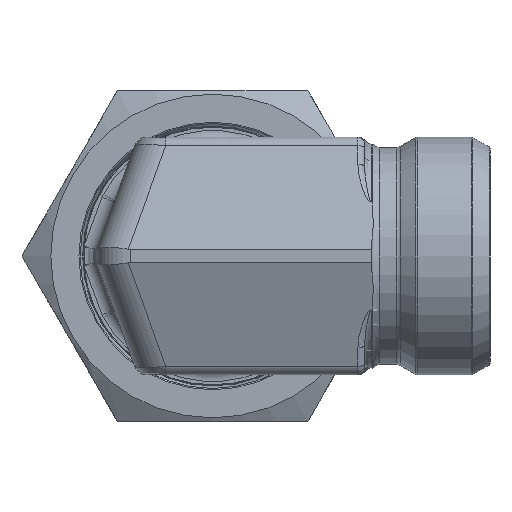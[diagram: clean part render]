
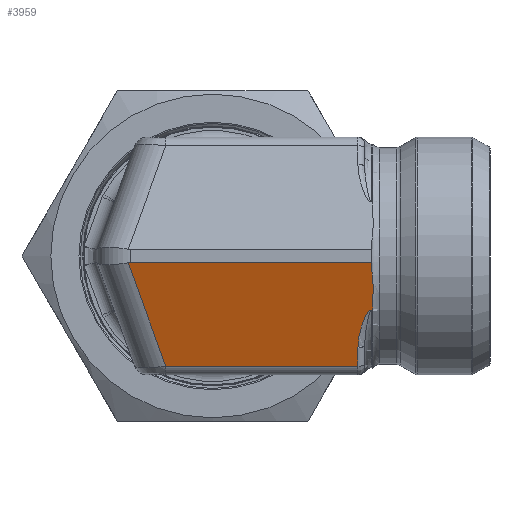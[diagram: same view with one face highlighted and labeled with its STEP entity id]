
A CAD part, left-side view. The second image highlights one B-rep face of the part: STEP entity #3959.
In plain terms, the highlighted planar face has unit normal (-0.94, 0, -0.342).
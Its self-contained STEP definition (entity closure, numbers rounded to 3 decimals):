
#342=B_SPLINE_CURVE_WITH_KNOTS('',3,(#7399,#7400,#7401,#7402,#7403,#7404),
 .UNSPECIFIED.,.F.,.F.,(4,2,4),(0.,0.5,1.),.UNSPECIFIED.);
#343=B_SPLINE_CURVE_WITH_KNOTS('',3,(#7414,#7415,#7416,#7417,#7418,#7419,
#7420,#7421,#7422,#7423),.UNSPECIFIED.,.F.,.F.,(4,2,2,2,4),(0.,0.5,0.75,
0.875,1.),.UNSPECIFIED.);
#542=PLANE('',#4980);
#660=FACE_OUTER_BOUND('',#1366,.T.);
#963=LINE('',#7397,#1165);
#964=LINE('',#7408,#1166);
#965=LINE('',#7410,#1167);
#966=LINE('',#7412,#1168);
#967=LINE('',#7425,#1169);
#1165=VECTOR('',#5649,1.);
#1166=VECTOR('',#5654,1.);
#1167=VECTOR('',#5655,1.);
#1168=VECTOR('',#5656,1.);
#1169=VECTOR('',#5657,1.);
#1366=EDGE_LOOP('',(#1947,#1948,#1949,#1950,#1951,#1952,#1953,#1954));
#1947=ORIENTED_EDGE('',*,*,#3286,.F.);
#1948=ORIENTED_EDGE('',*,*,#3285,.F.);
#1949=ORIENTED_EDGE('',*,*,#3287,.T.);
#1950=ORIENTED_EDGE('',*,*,#3288,.T.);
#1951=ORIENTED_EDGE('',*,*,#3289,.T.);
#1952=ORIENTED_EDGE('',*,*,#3290,.T.);
#1953=ORIENTED_EDGE('',*,*,#3291,.T.);
#1954=ORIENTED_EDGE('',*,*,#3292,.T.);
#3285=EDGE_CURVE('',#4654,#4653,#963,.T.);
#3286=EDGE_CURVE('',#4653,#4655,#342,.T.);
#3287=EDGE_CURVE('',#4654,#4656,#4273,.T.);
#3288=EDGE_CURVE('',#4656,#4657,#964,.T.);
#3289=EDGE_CURVE('',#4657,#4658,#965,.T.);
#3290=EDGE_CURVE('',#4658,#4659,#966,.T.);
#3291=EDGE_CURVE('',#4659,#4660,#343,.T.);
#3292=EDGE_CURVE('',#4660,#4655,#967,.T.);
#3959=ADVANCED_FACE('',(#660),#542,.T.);
#4273=ELLIPSE('',#4979,14.619,5.);
#4653=VERTEX_POINT('',#7394);
#4654=VERTEX_POINT('',#7396);
#4655=VERTEX_POINT('',#7405);
#4656=VERTEX_POINT('',#7407);
#4657=VERTEX_POINT('',#7409);
#4658=VERTEX_POINT('',#7411);
#4659=VERTEX_POINT('',#7413);
#4660=VERTEX_POINT('',#7424);
#4979=AXIS2_PLACEMENT_3D('',#7406,#5652,#5653);
#4980=AXIS2_PLACEMENT_3D('',#7426,#5658,#5659);
#5649=DIRECTION('',(0.,-1.,0.));
#5652=DIRECTION('',(-0.94,0.,-0.342));
#5653=DIRECTION('',(0.342,0.,-0.94));
#5654=DIRECTION('',(0.324,-0.324,-0.889));
#5655=DIRECTION('',(0.,-1.,0.));
#5656=DIRECTION('',(-0.342,0.,0.94));
#5657=DIRECTION('',(0.,-1.,0.));
#5658=DIRECTION('',(-0.94,0.,-0.342));
#5659=DIRECTION('',(-0.342,0.,0.94));
#7394=CARTESIAN_POINT('',(-17.5,-24.006,-1.));
#7396=CARTESIAN_POINT('',(-17.5,12.5,-1.));
#7397=CARTESIAN_POINT('',(-17.5,-2.75,-1.));
#7399=CARTESIAN_POINT('',(-17.5,-24.006,-1.));
#7400=CARTESIAN_POINT('',(-17.061,-24.044,-2.206));
#7401=CARTESIAN_POINT('',(-16.626,-24.237,-3.402));
#7402=CARTESIAN_POINT('',(-15.754,-24.409,-5.798));
#7403=CARTESIAN_POINT('',(-15.319,-24.329,-6.994));
#7404=CARTESIAN_POINT('',(-14.884,-24.199,-8.189));
#7405=CARTESIAN_POINT('',(-14.884,-24.199,-8.189));
#7406=CARTESIAN_POINT('',(-12.5,12.5,-14.737));
#7407=CARTESIAN_POINT('',(-17.491,12.793,-1.024));
#7408=CARTESIAN_POINT('',(-15.871,11.173,-5.475));
#7409=CARTESIAN_POINT('',(-11.791,7.093,-16.684));
#7410=CARTESIAN_POINT('',(-11.791,-2.75,-16.684));
#7411=CARTESIAN_POINT('',(-11.791,-22.,-16.684));
#7412=CARTESIAN_POINT('',(-17.5,-22.,-1.));
#7413=CARTESIAN_POINT('',(-12.817,-22.,-13.868));
#7414=CARTESIAN_POINT('',(-12.817,-22.,-13.868));
#7415=CARTESIAN_POINT('',(-13.195,-22.,-12.827));
#7416=CARTESIAN_POINT('',(-13.561,-22.193,-11.821));
#7417=CARTESIAN_POINT('',(-14.101,-22.636,-10.339));
#7418=CARTESIAN_POINT('',(-14.28,-22.811,-9.847));
#7419=CARTESIAN_POINT('',(-14.539,-23.134,-9.136));
#7420=CARTESIAN_POINT('',(-14.624,-23.251,-8.902));
#7421=CARTESIAN_POINT('',(-14.785,-23.539,-8.46));
#7422=CARTESIAN_POINT('',(-14.884,-23.718,-8.189));
#7423=CARTESIAN_POINT('',(-14.884,-24.,-8.189));
#7424=CARTESIAN_POINT('',(-14.884,-24.,-8.189));
#7425=CARTESIAN_POINT('',(-14.884,-2.75,-8.189));
#7426=CARTESIAN_POINT('',(-17.5,-2.75,-1.));
